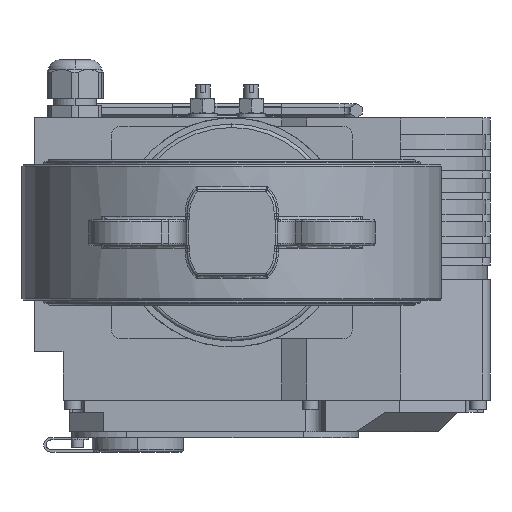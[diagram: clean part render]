
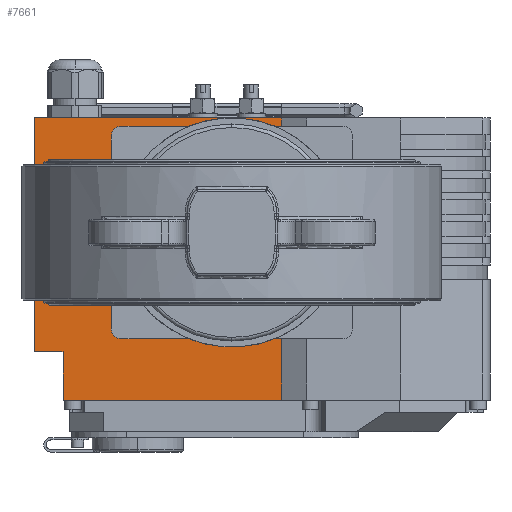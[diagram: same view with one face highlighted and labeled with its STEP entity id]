
A CAD part, front view. The second image highlights one B-rep face of the part: STEP entity #7661.
In plain terms, the highlighted planar face has unit normal (0, -1, 0).
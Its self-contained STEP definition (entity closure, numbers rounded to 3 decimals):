
#162 = VERTEX_POINT ( 'NONE', #33049 ) ;
#211 = VECTOR ( 'NONE', #14640, 1000. ) ;
#382 = CARTESIAN_POINT ( 'NONE',  ( -79.055, 150.61, 66.1 ) ) ;
#938 = LINE ( 'NONE', #5505, #18659 ) ;
#1266 = CARTESIAN_POINT ( 'NONE',  ( -8.448, 150.61, 73.6 ) ) ;
#1910 = CARTESIAN_POINT ( 'NONE',  ( -111.055, 150.61, -23.4 ) ) ;
#2188 = ORIENTED_EDGE ( 'NONE', *, *, #27818, .F. ) ;
#2425 = VERTEX_POINT ( 'NONE', #23800 ) ;
#2513 = EDGE_CURVE ( 'NONE', #22828, #18095, #33162, .T. ) ;
#3071 = CARTESIAN_POINT ( 'NONE',  ( -75.055, 150.61, -13.9 ) ) ;
#3549 = VERTEX_POINT ( 'NONE', #1266 ) ;
#3892 = CIRCLE ( 'NONE', #32889, 4. ) ;
#4500 = ORIENTED_EDGE ( 'NONE', *, *, #14301, .T. ) ;
#4810 = DIRECTION ( 'NONE',  ( 0., 0., -1. ) ) ;
#4949 = CARTESIAN_POINT ( 'NONE',  ( -75.055, 150.61, -17.9 ) ) ;
#5117 = DIRECTION ( 'NONE',  ( 1., 0., 0. ) ) ;
#5387 = ORIENTED_EDGE ( 'NONE', *, *, #11085, .F. ) ;
#5505 = CARTESIAN_POINT ( 'NONE',  ( -75.055, 150.61, 70.1 ) ) ;
#5903 = LINE ( 'NONE', #16710, #18852 ) ;
#6158 = CARTESIAN_POINT ( 'NONE',  ( -75.055, 150.61, -17.9 ) ) ;
#6202 = VECTOR ( 'NONE', #15708, 1000. ) ;
#6360 = VECTOR ( 'NONE', #35128, 1000. ) ;
#7661 = ADVANCED_FACE ( 'NONE', ( #32345 ), #26430, .F. ) ;
#7982 = VERTEX_POINT ( 'NONE', #13616 ) ;
#8627 = VERTEX_POINT ( 'NONE', #17896 ) ;
#8667 = DIRECTION ( 'NONE',  ( 0., 0., -1. ) ) ;
#9026 = DIRECTION ( 'NONE',  ( 0., 0., -1. ) ) ;
#9306 = VERTEX_POINT ( 'NONE', #1910 ) ;
#9538 = VERTEX_POINT ( 'NONE', #30606 ) ;
#10132 = EDGE_CURVE ( 'NONE', #9306, #24435, #5903, .T. ) ;
#10528 = LINE ( 'NONE', #12918, #6202 ) ;
#10643 = ORIENTED_EDGE ( 'NONE', *, *, #2513, .F. ) ;
#11085 = EDGE_CURVE ( 'NONE', #18095, #9538, #19192, .T. ) ;
#11486 = CARTESIAN_POINT ( 'NONE',  ( -8.448, 150.61, -17.9 ) ) ;
#12016 = VERTEX_POINT ( 'NONE', #27212 ) ;
#12918 = CARTESIAN_POINT ( 'NONE',  ( -8.448, 150.61, 196.919 ) ) ;
#13331 = EDGE_CURVE ( 'NONE', #162, #3549, #32768, .T. ) ;
#13616 = CARTESIAN_POINT ( 'NONE',  ( -79.055, 150.61, 66.1 ) ) ;
#14189 = ORIENTED_EDGE ( 'NONE', *, *, #26718, .F. ) ;
#14301 = EDGE_CURVE ( 'NONE', #24435, #12016, #29683, .T. ) ;
#14640 = DIRECTION ( 'NONE',  ( 1., 0., 0. ) ) ;
#15708 = DIRECTION ( 'NONE',  ( 0., 0., -1. ) ) ;
#15733 = DIRECTION ( 'NONE',  ( 1., 0., 0. ) ) ;
#15953 = CARTESIAN_POINT ( 'NONE',  ( -99.055, 150.61, -23.4 ) ) ;
#16327 = ORIENTED_EDGE ( 'NONE', *, *, #13331, .F. ) ;
#16710 = CARTESIAN_POINT ( 'NONE',  ( -111.055, 150.61, -23.4 ) ) ;
#17896 = CARTESIAN_POINT ( 'NONE',  ( -79.055, 150.61, -13.9 ) ) ;
#17991 = CARTESIAN_POINT ( 'NONE',  ( -8.448, 150.61, -26.4 ) ) ;
#18095 = VERTEX_POINT ( 'NONE', #11486 ) ;
#18659 = VECTOR ( 'NONE', #32871, 1000. ) ;
#18852 = VECTOR ( 'NONE', #5117, 1000. ) ;
#18981 = AXIS2_PLACEMENT_3D ( 'NONE', #3071, #30464, #19855 ) ;
#19165 = CARTESIAN_POINT ( 'NONE',  ( -75.055, 150.61, 70.1 ) ) ;
#19166 = EDGE_CURVE ( 'NONE', #2425, #31604, #938, .T. ) ;
#19192 = LINE ( 'NONE', #21359, #34687 ) ;
#19392 = VECTOR ( 'NONE', #32431, 1000. ) ;
#19495 = VECTOR ( 'NONE', #8667, 1000. ) ;
#19575 = EDGE_CURVE ( 'NONE', #7982, #8627, #21225, .T. ) ;
#19855 = DIRECTION ( 'NONE',  ( -1., 0., 0. ) ) ;
#20077 = CARTESIAN_POINT ( 'NONE',  ( -8.448, 150.61, -43.4 ) ) ;
#20515 = LINE ( 'NONE', #33511, #33433 ) ;
#21225 = LINE ( 'NONE', #382, #19495 ) ;
#21359 = CARTESIAN_POINT ( 'NONE',  ( -8.448, 150.61, -26.4 ) ) ;
#22828 = VERTEX_POINT ( 'NONE', #6158 ) ;
#22903 = CARTESIAN_POINT ( 'NONE',  ( -75.055, 150.61, 66.1 ) ) ;
#23612 = EDGE_LOOP ( 'NONE', ( #24531, #5387, #10643, #2188, #28240, #35336, #35107, #14189, #16327, #24933, #25103, #4500 ) ) ;
#23800 = CARTESIAN_POINT ( 'NONE',  ( -8.448, 150.61, 70.1 ) ) ;
#24435 = VERTEX_POINT ( 'NONE', #15953 ) ;
#24531 = ORIENTED_EDGE ( 'NONE', *, *, #28992, .T. ) ;
#24597 = VECTOR ( 'NONE', #15733, 1000. ) ;
#24933 = ORIENTED_EDGE ( 'NONE', *, *, #35322, .T. ) ;
#25103 = ORIENTED_EDGE ( 'NONE', *, *, #10132, .T. ) ;
#25914 = AXIS2_PLACEMENT_3D ( 'NONE', #17991, #29441, #26555 ) ;
#26430 = PLANE ( 'NONE',  #25914 ) ;
#26555 = DIRECTION ( 'NONE',  ( 1., 0., 0. ) ) ;
#26718 = EDGE_CURVE ( 'NONE', #3549, #2425, #10528, .T. ) ;
#27100 = CARTESIAN_POINT ( 'NONE',  ( -99.055, 150.61, -26.4 ) ) ;
#27212 = CARTESIAN_POINT ( 'NONE',  ( -99.055, 150.61, -43.4 ) ) ;
#27818 = EDGE_CURVE ( 'NONE', #8627, #22828, #29069, .T. ) ;
#28017 = DIRECTION ( 'NONE',  ( 1., 0., 0. ) ) ;
#28240 = ORIENTED_EDGE ( 'NONE', *, *, #19575, .F. ) ;
#28684 = LINE ( 'NONE', #20077, #211 ) ;
#28992 = EDGE_CURVE ( 'NONE', #12016, #9538, #28684, .T. ) ;
#29069 = CIRCLE ( 'NONE', #18981, 4. ) ;
#29381 = CARTESIAN_POINT ( 'NONE',  ( -111.055, 150.61, 73.6 ) ) ;
#29441 = DIRECTION ( 'NONE',  ( 0., 1., 0. ) ) ;
#29683 = LINE ( 'NONE', #27100, #6360 ) ;
#30464 = DIRECTION ( 'NONE',  ( 0., -1., 0. ) ) ;
#30606 = CARTESIAN_POINT ( 'NONE',  ( -8.448, 150.61, -43.4 ) ) ;
#30838 = DIRECTION ( 'NONE',  ( 0., -1., 0. ) ) ;
#31604 = VERTEX_POINT ( 'NONE', #19165 ) ;
#31679 = EDGE_CURVE ( 'NONE', #31604, #7982, #3892, .T. ) ;
#32345 = FACE_OUTER_BOUND ( 'NONE', #23612, .T. ) ;
#32431 = DIRECTION ( 'NONE',  ( 1., 0., 0. ) ) ;
#32768 = LINE ( 'NONE', #29381, #24597 ) ;
#32871 = DIRECTION ( 'NONE',  ( -1., 0., 0. ) ) ;
#32889 = AXIS2_PLACEMENT_3D ( 'NONE', #22903, #30838, #28017 ) ;
#33049 = CARTESIAN_POINT ( 'NONE',  ( -111.055, 150.61, 73.6 ) ) ;
#33162 = LINE ( 'NONE', #4949, #19392 ) ;
#33433 = VECTOR ( 'NONE', #9026, 1000. ) ;
#33511 = CARTESIAN_POINT ( 'NONE',  ( -111.055, 150.61, 73.6 ) ) ;
#34687 = VECTOR ( 'NONE', #4810, 1000. ) ;
#35107 = ORIENTED_EDGE ( 'NONE', *, *, #19166, .F. ) ;
#35128 = DIRECTION ( 'NONE',  ( 0., 0., -1. ) ) ;
#35322 = EDGE_CURVE ( 'NONE', #162, #9306, #20515, .T. ) ;
#35336 = ORIENTED_EDGE ( 'NONE', *, *, #31679, .F. ) ;
